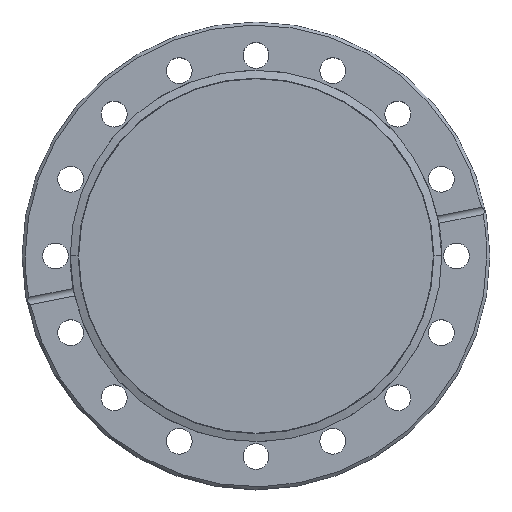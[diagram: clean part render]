
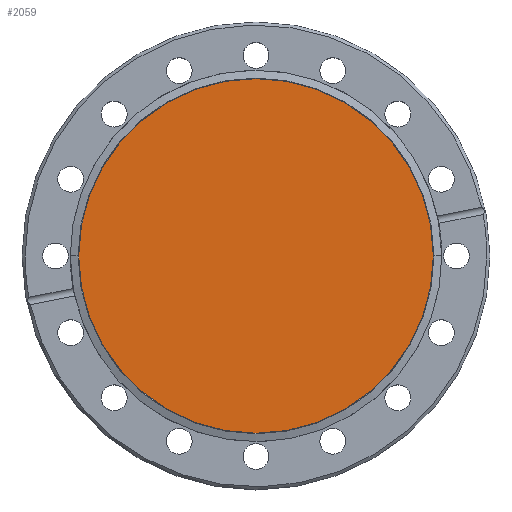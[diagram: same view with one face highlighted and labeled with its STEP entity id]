
A CAD part, top view. The second image highlights one B-rep face of the part: STEP entity #2059.
In plain terms, the highlighted planar face has unit normal (0, 0, 1).
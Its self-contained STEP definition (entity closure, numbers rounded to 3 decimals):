
#1006 = CIRCLE ( 'NONE', #2890, 57.598 ) ;
#1104 = AXIS2_PLACEMENT_3D ( 'NONE', #1601, #1125, #1113 ) ;
#1113 = DIRECTION ( 'NONE',  ( -1., 0., 0. ) ) ;
#1125 = DIRECTION ( 'NONE',  ( 0., 0., -1. ) ) ;
#1293 = ORIENTED_EDGE ( 'NONE', *, *, #1879, .F. ) ;
#1346 = FACE_OUTER_BOUND ( 'NONE', #1769, .T. ) ;
#1349 = CARTESIAN_POINT ( 'NONE',  ( -57.598, 0., -1.2 ) ) ;
#1399 = ORIENTED_EDGE ( 'NONE', *, *, #2026, .F. ) ;
#1572 = DIRECTION ( 'NONE',  ( -1., 0., 0. ) ) ;
#1601 = CARTESIAN_POINT ( 'NONE',  ( 57.598, 0., -1.2 ) ) ;
#1622 = PLANE ( 'NONE',  #1104 ) ;
#1769 = EDGE_LOOP ( 'NONE', ( #1293, #1399 ) ) ;
#1852 = DIRECTION ( 'NONE',  ( 0., 0., -1. ) ) ;
#1860 = CARTESIAN_POINT ( 'NONE',  ( 0., 0., -1.2 ) ) ;
#1879 = EDGE_CURVE ( 'NONE', #3089, #2061, #1006, .T. ) ;
#1915 = AXIS2_PLACEMENT_3D ( 'NONE', #2708, #1852, #1572 ) ;
#2026 = EDGE_CURVE ( 'NONE', #2061, #3089, #3174, .T. ) ;
#2059 = ADVANCED_FACE ( 'NONE', ( #1346 ), #1622, .F. ) ;
#2061 = VERTEX_POINT ( 'NONE', #1349 ) ;
#2077 = CARTESIAN_POINT ( 'NONE',  ( 57.598, 0., -1.2 ) ) ;
#2627 = DIRECTION ( 'NONE',  ( -1., 0., 0. ) ) ;
#2708 = CARTESIAN_POINT ( 'NONE',  ( 0., 0., -1.2 ) ) ;
#2890 = AXIS2_PLACEMENT_3D ( 'NONE', #1860, #3200, #2627 ) ;
#3089 = VERTEX_POINT ( 'NONE', #2077 ) ;
#3174 = CIRCLE ( 'NONE', #1915, 57.598 ) ;
#3200 = DIRECTION ( 'NONE',  ( 0., 0., -1. ) ) ;
